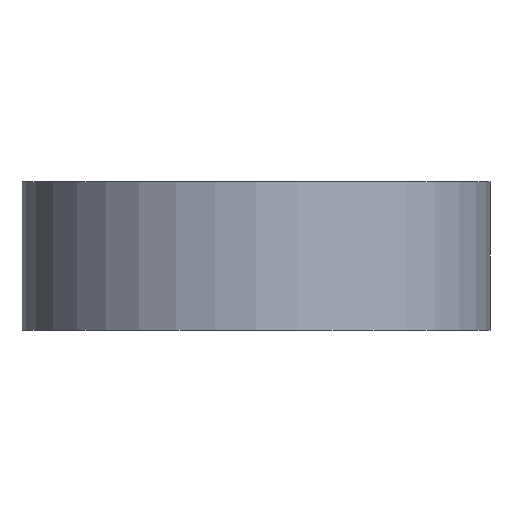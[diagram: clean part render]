
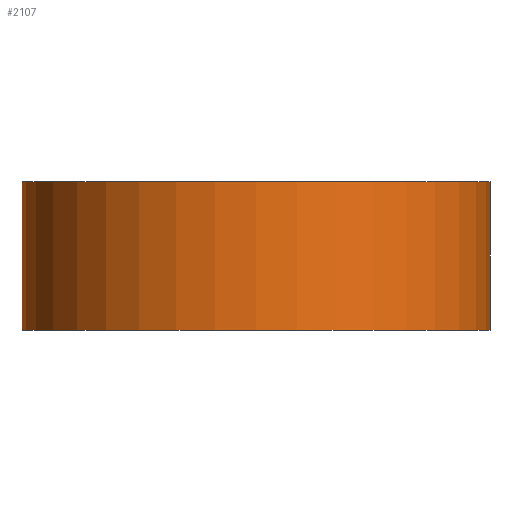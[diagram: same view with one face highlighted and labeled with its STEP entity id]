
A CAD part, front view. The second image highlights one B-rep face of the part: STEP entity #2107.
In plain terms, the highlighted cylindrical face has radius 82 mm (diameter 164 mm), a full revolution.
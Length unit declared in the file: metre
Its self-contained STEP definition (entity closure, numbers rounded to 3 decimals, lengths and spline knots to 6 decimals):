
#282=CYLINDRICAL_SURFACE('',#3000,0.082);
#547=ORIENTED_EDGE('',*,*,#954,.T.);
#548=ORIENTED_EDGE('',*,*,#1066,.F.);
#954=EDGE_CURVE('',#1230,#1230,#1436,.T.);
#1066=EDGE_CURVE('',#1328,#1328,#1513,.T.);
#1230=VERTEX_POINT('',#3903);
#1328=VERTEX_POINT('',#4154);
#1436=CIRCLE('',#2883,0.082);
#1513=CIRCLE('',#3001,0.082);
#1646=EDGE_LOOP('',(#547));
#1647=EDGE_LOOP('',(#548));
#1828=FACE_BOUND('',#1646,.T.);
#1829=FACE_BOUND('',#1647,.T.);
#2107=ADVANCED_FACE('',(#1828,#1829),#282,.T.);
#2883=AXIS2_PLACEMENT_3D('',#3902,#3231,#3232);
#3000=AXIS2_PLACEMENT_3D('',#4152,#3500,#3501);
#3001=AXIS2_PLACEMENT_3D('',#4153,#3502,#3503);
#3231=DIRECTION('',(0.,0.,1.));
#3232=DIRECTION('',(1.,0.,0.));
#3500=DIRECTION('',(0.,0.,-1.));
#3501=DIRECTION('',(1.,0.,0.));
#3502=DIRECTION('',(0.,0.,1.));
#3503=DIRECTION('',(1.,0.,0.));
#3902=CARTESIAN_POINT('',(0.,0.,0.));
#3903=CARTESIAN_POINT('',(0.082,0.,0.));
#4152=CARTESIAN_POINT('',(0.,0.,0.));
#4153=CARTESIAN_POINT('',(0.,0.,0.052));
#4154=CARTESIAN_POINT('',(0.082,0.,0.052));
